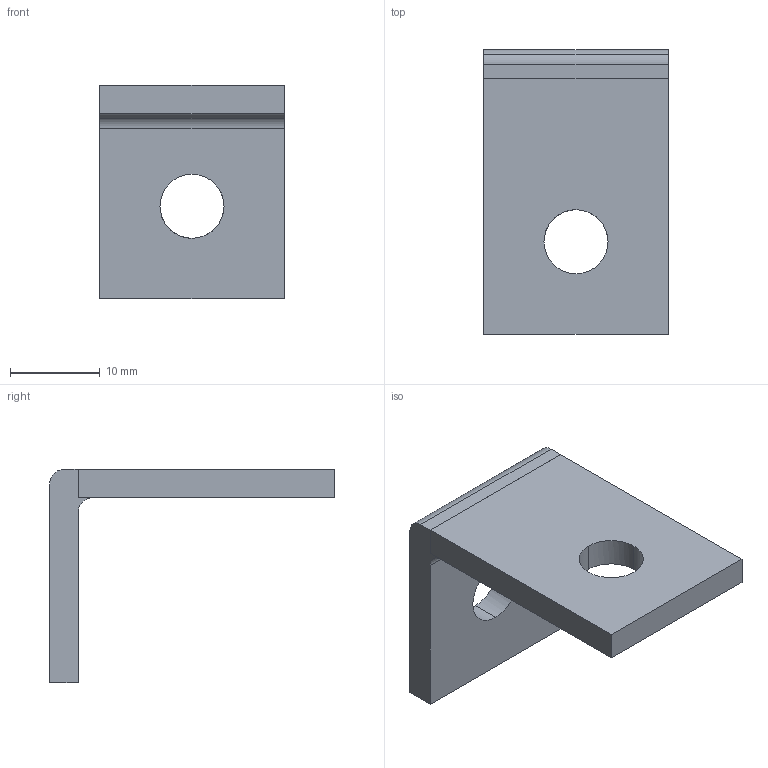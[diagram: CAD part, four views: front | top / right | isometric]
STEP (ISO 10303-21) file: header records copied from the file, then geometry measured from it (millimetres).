
FILE_DESCRIPTION(('TurboCAD Mac Pro'),'Build 980');
FILE_NAME('P6026.stp',' ',(''),(''),'ACIS Interop','IMSI','TurboCAD Mac Pro BY IMSI, INCORPORATED');
FILE_SCHEMA(('automotive_design'));
Length unit declared in the file: inch
Products named in the file (1): 1
Bounding box: 20.64 x 31.75 x 23.82 mm (x, y, z)
Volume: 3178.3 mm3; surface area: 2579.2 mm2
Topology: 1 solids, 1 shells, 24 faces, 66 edges, 44 vertices
Faces by surface type: plane 12, bspline 8, cylinder 4
Entity records: 1030 total; most frequent: CARTESIAN_POINT 239, ORIENTED_EDGE 132, DIRECTION 92, EDGE_CURVE 66, VERTEX_POINT 44, LINE 42, VECTOR 42, EDGE_LOOP 28
